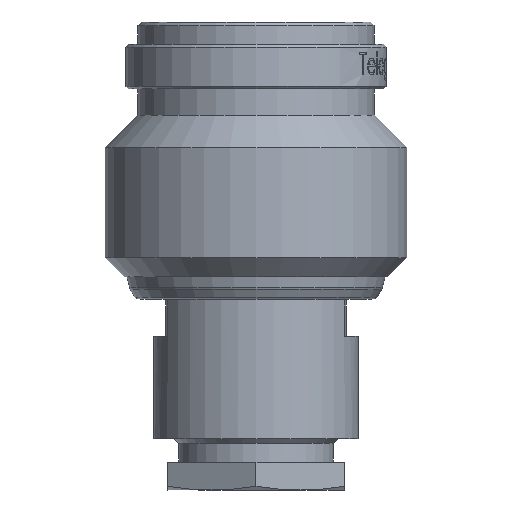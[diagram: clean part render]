
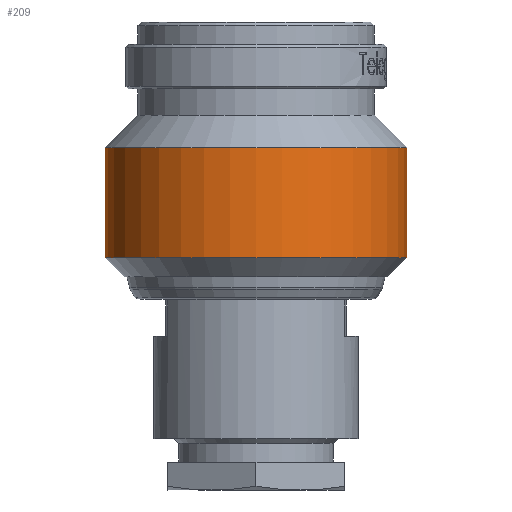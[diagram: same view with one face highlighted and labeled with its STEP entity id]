
A CAD part, front view. The second image highlights one B-rep face of the part: STEP entity #209.
In plain terms, the highlighted cylindrical face has radius 8.1 mm (diameter 16.2 mm), a partial arc.
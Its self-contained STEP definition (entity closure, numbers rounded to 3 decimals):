
#209 = ADVANCED_FACE ( 'NONE', ( #3131 ), #3139, .T. ) ;
#510 = EDGE_CURVE ( 'NONE', #11873, #12042, #5204, .T. ) ;
#518 = EDGE_CURVE ( 'NONE', #12223, #12242, #5214, .T. ) ;
#3131 = FACE_OUTER_BOUND ( 'NONE', #11648, .T. ) ;
#3139 = CYLINDRICAL_SURFACE ( 'NONE', #3408, 8.1 ) ;
#3408 = AXIS2_PLACEMENT_3D ( 'NONE', #3881, #3882, #3890 ) ;
#3881 = CARTESIAN_POINT ( 'NONE',  ( 0., 0., 0.9 ) ) ;
#3882 = DIRECTION ( 'NONE',  ( 0., 0., 1. ) ) ;
#3890 = DIRECTION ( 'NONE',  ( 1., 0., 0. ) ) ;
#5204 = LINE ( 'NONE', #6758, #5206 ) ;
#5206 = VECTOR ( 'NONE', #6756, 1000. ) ;
#5214 = LINE ( 'NONE', #7269, #5216 ) ;
#5216 = VECTOR ( 'NONE', #7270, 1000. ) ;
#5249 = CIRCLE ( 'NONE', #6821, 8.1 ) ;
#6756 = DIRECTION ( 'NONE',  ( 0., 0., 1. ) ) ;
#6758 = CARTESIAN_POINT ( 'NONE',  ( 8.1, 0., 0.9 ) ) ;
#6821 = AXIS2_PLACEMENT_3D ( 'NONE', #7636, #7637, #7638 ) ;
#6955 = AXIS2_PLACEMENT_3D ( 'NONE', #11135, #11136, #11137 ) ;
#7269 = CARTESIAN_POINT ( 'NONE',  ( -8.1, 0., 0.9 ) ) ;
#7270 = DIRECTION ( 'NONE',  ( 0., 0., 1. ) ) ;
#7421 = CARTESIAN_POINT ( 'NONE',  ( 8.1, 0., -11.775 ) ) ;
#7486 = CARTESIAN_POINT ( 'NONE',  ( 8.1, 0., -5.85 ) ) ;
#7598 = CARTESIAN_POINT ( 'NONE',  ( -8.1, 0., -11.775 ) ) ;
#7617 = CARTESIAN_POINT ( 'NONE',  ( -8.1, 0., -5.85 ) ) ;
#7636 = CARTESIAN_POINT ( 'NONE',  ( 0., 0., -11.775 ) ) ;
#7637 = DIRECTION ( 'NONE',  ( 0., 0., 1. ) ) ;
#7638 = DIRECTION ( 'NONE',  ( 1., 0., 0. ) ) ;
#10794 = CIRCLE ( 'NONE', #6955, 8.1 ) ;
#11135 = CARTESIAN_POINT ( 'NONE',  ( 0., 0., -5.85 ) ) ;
#11136 = DIRECTION ( 'NONE',  ( 0., 0., 1. ) ) ;
#11137 = DIRECTION ( 'NONE',  ( 1., 0., 0. ) ) ;
#11648 = EDGE_LOOP ( 'NONE', ( #12067, #12114, #12162, #12275 ) ) ;
#11873 = VERTEX_POINT ( 'NONE', #7421 ) ;
#12042 = VERTEX_POINT ( 'NONE', #7486 ) ;
#12067 = ORIENTED_EDGE ( 'NONE', *, *, #518, .F. ) ;
#12114 = ORIENTED_EDGE ( 'NONE', *, *, #13682, .T. ) ;
#12162 = ORIENTED_EDGE ( 'NONE', *, *, #510, .T. ) ;
#12223 = VERTEX_POINT ( 'NONE', #7598 ) ;
#12242 = VERTEX_POINT ( 'NONE', #7617 ) ;
#12275 = ORIENTED_EDGE ( 'NONE', *, *, #17456, .F. ) ;
#13682 = EDGE_CURVE ( 'NONE', #12223, #11873, #5249, .T. ) ;
#17456 = EDGE_CURVE ( 'NONE', #12242, #12042, #10794, .T. ) ;
